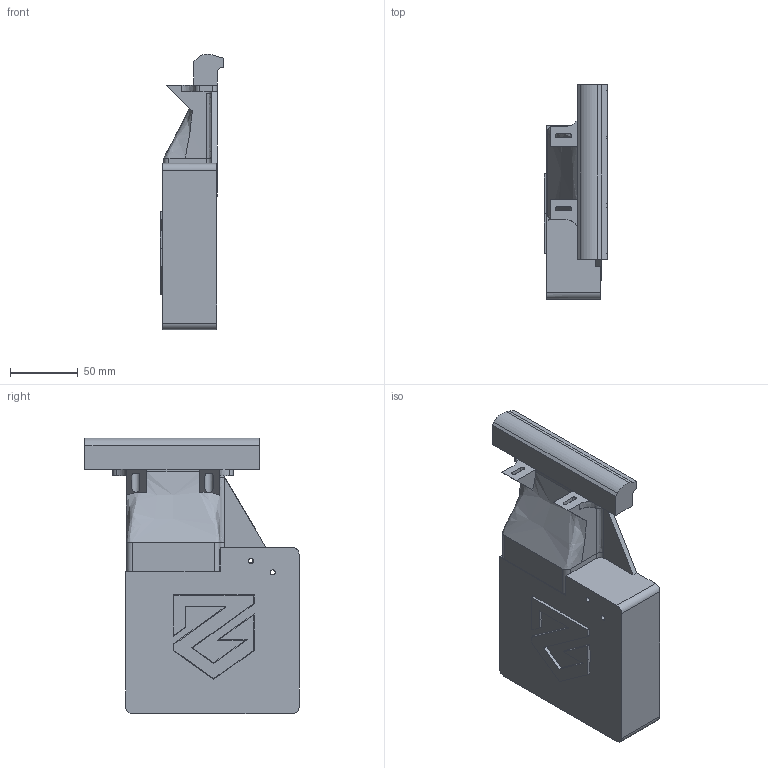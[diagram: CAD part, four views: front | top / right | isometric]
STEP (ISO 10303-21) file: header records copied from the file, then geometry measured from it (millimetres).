
FILE_DESCRIPTION(/* description */ (''),/* implementation_level */ '2;1');
FILE_NAME(/* name */ 'Mercury Static Cooling - Small.step',/* time_stamp */ '2023-09-05T06:41:51-07:00',/* author */ (''),/* organization */ (''),/* preprocessor_version */ 'ST-DEVELOPER v20',/* originating_system */ 'Autodesk Translation Framework v12.9.0.99',/* authorisation */ '');
FILE_SCHEMA (('AUTOMOTIVE_DESIGN { 1 0 10303 214 3 1 1 }'));
Length unit declared in the file: millimetre
Products named in the file (9): Mercury Static Cooling - Small; 12032 FAN; Fan Body and Blade (1); Part 3; Part 1; Part 2; Mercury Static Cooling Duct Small; Fan Shroud; Mercury Static Cooling_Mounting Spacers
Assembly tree (8 placements, depth 4):
  Mercury Static Cooling - Small
    12032 FAN
      Fan Body and Blade (1)
        Part 3
        Part 1
        Part 2
    Mercury Static Cooling Duct Small
    Fan Shroud
    Mercury Static Cooling_Mounting Spacers
Bounding box: 47.12 x 158.24 x 203.86 mm (x, y, z)
Volume: 243916.7 mm3; surface area: 227539.1 mm2
Topology: 7 solids, 7 shells, 1339 faces, 3808 edges, 2479 vertices
Faces by surface type: plane 712, cylinder 457, bspline 135, torus 31, cone 3, sphere 1
Full cylindrical faces by diameter (mm): 2 x4, 2.8 x2, 3 x1, 3.75 x4, 3.8 x2, 4.5 x8, 4.75 x3, 5 x3, 5.75 x3, 6 x1, 6.5 x4, 7 x1, 8 x2, 12 x1, 44.5 x1, 47.5 x1, 76.15 x1, 87.5 x1
Entity records: 49405 total; most frequent: CARTESIAN_POINT 13929, ORIENTED_EDGE 7598, DIRECTION 7372, EDGE_CURVE 3799, AXIS2_PLACEMENT_3D 2703, VERTEX_POINT 2479, LINE 1966, VECTOR 1966
